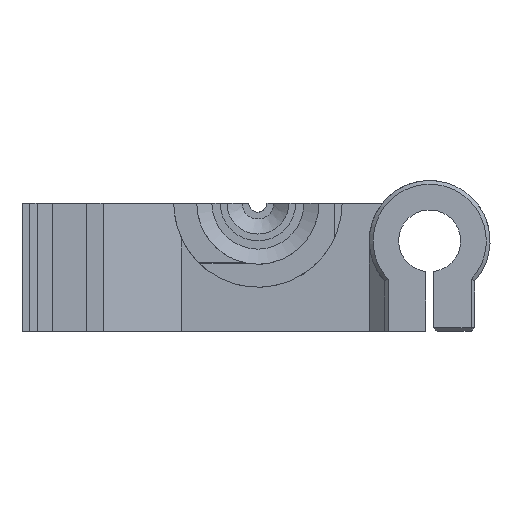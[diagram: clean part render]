
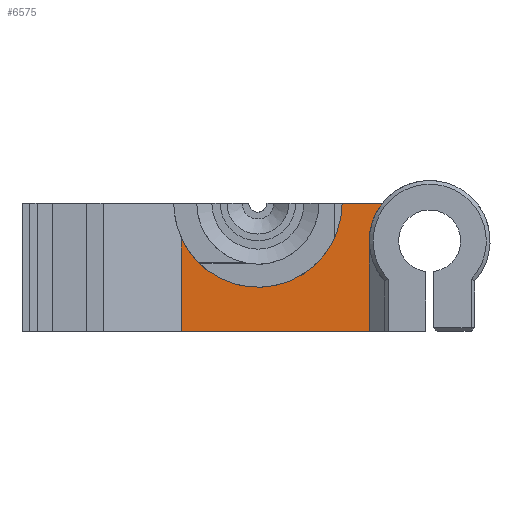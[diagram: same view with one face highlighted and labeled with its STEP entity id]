
A CAD part, front view. The second image highlights one B-rep face of the part: STEP entity #6575.
In plain terms, the highlighted planar face has unit normal (0, -1, 0).
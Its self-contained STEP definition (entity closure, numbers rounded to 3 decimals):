
#178=CIRCLE('',#6777,8.);
#263=CIRCLE('',#7065,11.15);
#720=FACE_OUTER_BOUND('',#1110,.T.);
#1110=EDGE_LOOP('',(#5933,#5934,#5935,#5936,#5937,#5938));
#1425=LINE('',#9723,#2081);
#1614=LINE('',#10826,#2270);
#1773=LINE('',#11648,#2429);
#1870=LINE('',#11893,#2526);
#2081=VECTOR('',#7442,10.);
#2270=VECTOR('',#7871,10.);
#2429=VECTOR('',#8438,10.);
#2526=VECTOR('',#8657,10.);
#2743=VERTEX_POINT('',#9720);
#2744=VERTEX_POINT('',#9722);
#2948=VERTEX_POINT('',#10705);
#2949=VERTEX_POINT('',#10707);
#3103=VERTEX_POINT('',#11646);
#3163=VERTEX_POINT('',#11888);
#3437=EDGE_CURVE('',#2744,#2743,#1425,.T.);
#3687=EDGE_CURVE('',#2949,#2948,#178,.T.);
#3723=EDGE_CURVE('',#2949,#2743,#1614,.T.);
#3984=EDGE_CURVE('',#3103,#2948,#1773,.T.);
#4093=EDGE_CURVE('',#3103,#3163,#263,.T.);
#4095=EDGE_CURVE('',#2744,#3163,#1870,.T.);
#5933=ORIENTED_EDGE('',*,*,#3723,.F.);
#5934=ORIENTED_EDGE('',*,*,#3687,.T.);
#5935=ORIENTED_EDGE('',*,*,#3984,.F.);
#5936=ORIENTED_EDGE('',*,*,#4093,.T.);
#5937=ORIENTED_EDGE('',*,*,#4095,.F.);
#5938=ORIENTED_EDGE('',*,*,#3437,.T.);
#6235=PLANE('',#7082);
#6575=ADVANCED_FACE('',(#720),#6235,.T.);
#6777=AXIS2_PLACEMENT_3D('',#10708,#7798,#7799);
#7065=AXIS2_PLACEMENT_3D('',#11890,#8652,#8653);
#7082=AXIS2_PLACEMENT_3D('',#11917,#8693,#8694);
#7442=DIRECTION('',(1.,0.,0.));
#7798=DIRECTION('center_axis',(0.,1.,0.));
#7799=DIRECTION('ref_axis',(0.75,0.,-0.661));
#7871=DIRECTION('',(0.,0.,-1.));
#8438=DIRECTION('',(1.,0.,0.));
#8652=DIRECTION('center_axis',(0.,1.,0.));
#8653=DIRECTION('ref_axis',(1.,0.,0.));
#8657=DIRECTION('',(0.,0.,1.));
#8693=DIRECTION('center_axis',(0.,-1.,0.));
#8694=DIRECTION('ref_axis',(1.,0.,0.));
#9720=CARTESIAN_POINT('',(15.,-22.,0.));
#9722=CARTESIAN_POINT('',(-9.9,-22.,0.));
#9723=CARTESIAN_POINT('',(-9.9,-22.,0.));
#10705=CARTESIAN_POINT('',(16.755,-22.,17.));
#10707=CARTESIAN_POINT('',(15.,-22.,12.));
#10708=CARTESIAN_POINT('Origin',(23.,-22.,12.));
#10826=CARTESIAN_POINT('',(15.,-22.,0.));
#11646=CARTESIAN_POINT('',(11.4,-22.,17.));
#11648=CARTESIAN_POINT('',(-9.9,-22.,17.));
#11888=CARTESIAN_POINT('',(-9.9,-22.,12.385));
#11890=CARTESIAN_POINT('Origin',(0.25,-22.,17.));
#11893=CARTESIAN_POINT('',(-9.9,-22.,0.));
#11917=CARTESIAN_POINT('Origin',(-9.9,-22.,0.));
